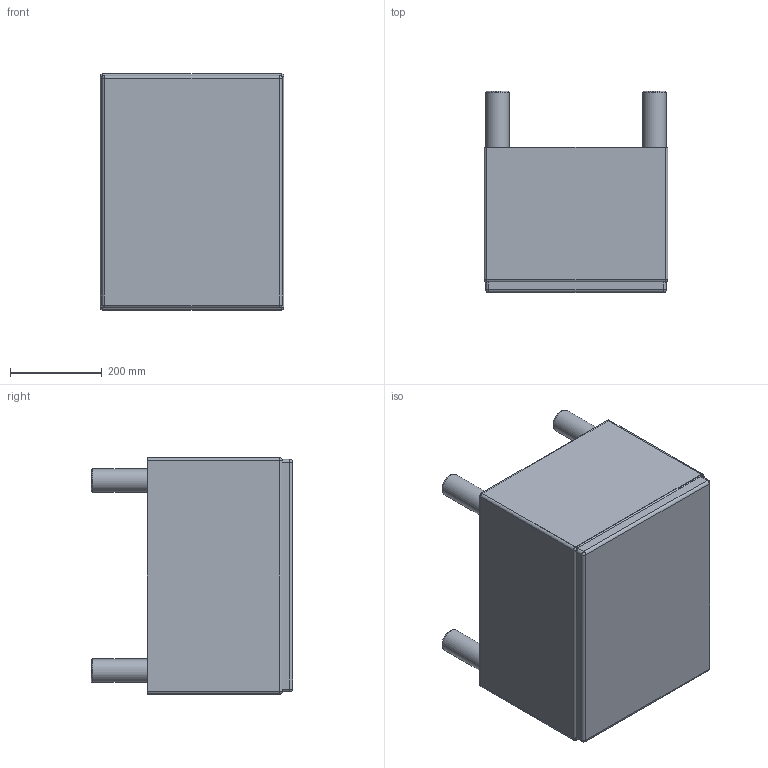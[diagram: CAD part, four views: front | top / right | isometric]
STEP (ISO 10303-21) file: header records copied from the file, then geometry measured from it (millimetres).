
FILE_DESCRIPTION(/* description */ (''),/* implementation_level */ '2;1');
FILE_NAME(/* name */ 'AST15.stp',/* time_stamp */ '2015-03-19T10:47:30-04:00',/* author */ ('jbosley'),/* organization */ (''),/* preprocessor_version */ 'ST-DEVELOPER v15.6',/* originating_system */ 'Autodesk Inventor 2015',/* authorisation */ '');
FILE_SCHEMA (('AUTOMOTIVE_DESIGN { 1 0 10303 214 3 1 1 }'));
Length unit declared in the file: inch
Products named in the file (6): GT03 ITOP 042T; 1-4X20X3-4 INSERT NUT; MT15T UBASE FABRIC; LEG RD2X5 PLT; AST15 NEW
Bounding box: 401.64 x 439.42 x 515.94 mm (x, y, z)
Volume: 7430798.1 mm3; surface area: 2457374.8 mm2
Topology: 14 solids, 15 shells, 1076 faces, 2883 edges, 1858 vertices
Faces by surface type: plane 919, cylinder 85, bspline 24, cone 24, sphere 20, torus 4
Full cylindrical faces by diameter (mm): 2.381 x17, 6.35 x8, 7.336 x8, 7.938 x4, 8.731 x8, 12.289 x8, 19.05 x4, 50.8 x4
Entity records: 7949 total; most frequent: CARTESIAN_POINT 3042, ORIENTED_EDGE 968, DIRECTION 864, EDGE_CURVE 484, AXIS2_PLACEMENT_3D 370, VERTEX_POINT 328, EDGE_LOOP 294, B_SPLINE_CURVE_WITH_KNOTS 236
